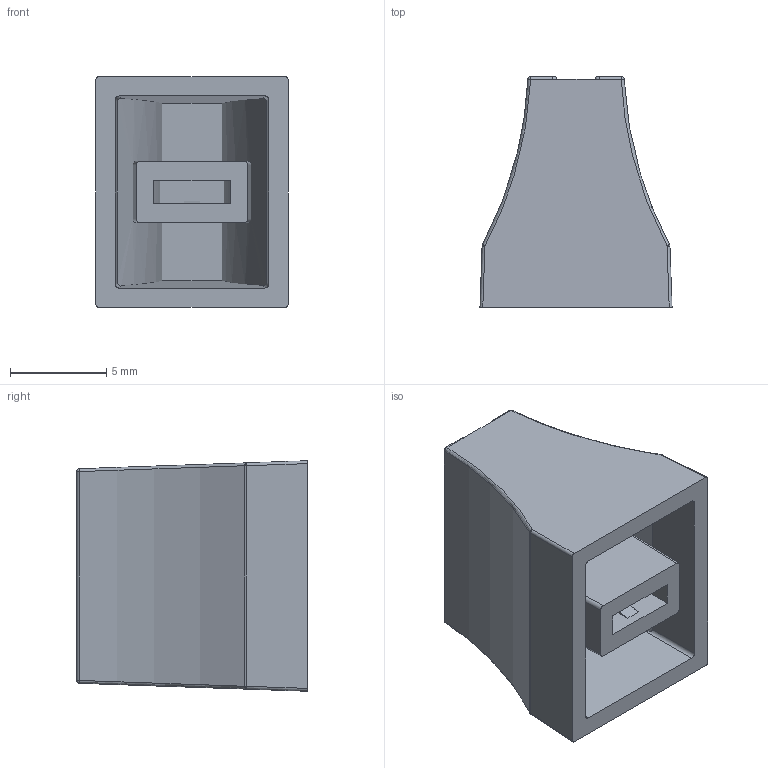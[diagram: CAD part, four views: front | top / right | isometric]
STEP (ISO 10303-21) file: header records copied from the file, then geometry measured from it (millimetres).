
FILE_DESCRIPTION(('FreeCAD Model'),'2;1');
FILE_NAME('Open CASCADE Shape Model','2025-06-23T10:58:58',('FreeCAD'),( 'FreeCAD'),'Open CASCADE STEP processor 7.7','FreeCAD','Unknown');
FILE_SCHEMA(('AUTOMOTIVE_DESIGN { 1 0 10303 214 1 1 1 1 }'));
Length unit declared in the file: millimetre
Products named in the file (1): Open CASCADE STEP translator 7.7 1
Bounding box: 10 x 12 x 12 mm (x, y, z)
Volume: 570.5 mm3; surface area: 1143.4 mm2
Topology: 1 solids, 1 shells, 88 faces, 228 edges, 144 vertices
Faces by surface type: cylinder 36, plane 28, bspline 24
Entity records: 3466 total; most frequent: CARTESIAN_POINT 1503, ORIENTED_EDGE 456, DIRECTION 354, EDGE_CURVE 228, VERTEX_POINT 144, AXIS2_PLACEMENT_3D 121, LINE 112, VECTOR 112
